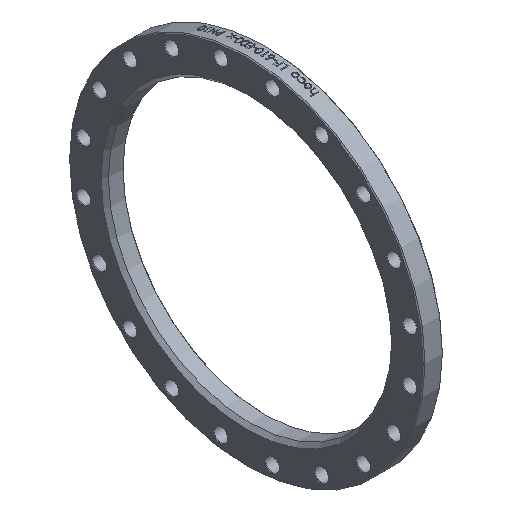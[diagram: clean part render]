
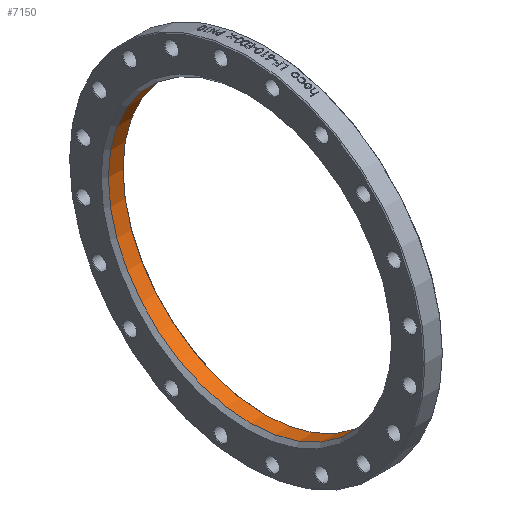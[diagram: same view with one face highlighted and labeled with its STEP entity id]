
A CAD part, isometric view. The second image highlights one B-rep face of the part: STEP entity #7150.
In plain terms, the highlighted cylindrical face has radius 311 mm (diameter 622 mm), a full revolution.
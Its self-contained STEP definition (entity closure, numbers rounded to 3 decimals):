
#46 = EDGE_CURVE ( 'NONE', #3986, #3986, #7706, .T. ) ;
#270 = CARTESIAN_POINT ( 'NONE',  ( 8., 0., 0. ) ) ;
#277 = EDGE_CURVE ( 'NONE', #647, #647, #2292, .T. ) ;
#467 = CARTESIAN_POINT ( 'NONE',  ( 0., 0., 0. ) ) ;
#647 = VERTEX_POINT ( 'NONE', #8926 ) ;
#727 = CARTESIAN_POINT ( 'NONE',  ( 40., 0., 0. ) ) ;
#913 = DIRECTION ( 'NONE',  ( -1., 0., 0. ) ) ;
#2292 = CIRCLE ( 'NONE', #8562, 311. ) ;
#2602 = DIRECTION ( 'NONE',  ( 0., 0., 1. ) ) ;
#2650 = ORIENTED_EDGE ( 'NONE', *, *, #46, .T. ) ;
#2824 = DIRECTION ( 'NONE',  ( 0., 0., 1. ) ) ;
#3505 = DIRECTION ( 'NONE',  ( 1., 0., 0. ) ) ;
#3973 = FACE_OUTER_BOUND ( 'NONE', #4594, .T. ) ;
#3986 = VERTEX_POINT ( 'NONE', #4066 ) ;
#4066 = CARTESIAN_POINT ( 'NONE',  ( 40., 0., 311. ) ) ;
#4178 = AXIS2_PLACEMENT_3D ( 'NONE', #727, #3505, #2824 ) ;
#4427 = DIRECTION ( 'NONE',  ( 0., 0., -1. ) ) ;
#4594 = EDGE_LOOP ( 'NONE', ( #5447 ) ) ;
#4613 = FACE_OUTER_BOUND ( 'NONE', #5687, .T. ) ;
#5447 = ORIENTED_EDGE ( 'NONE', *, *, #277, .T. ) ;
#5687 = EDGE_LOOP ( 'NONE', ( #2650 ) ) ;
#6862 = CYLINDRICAL_SURFACE ( 'NONE', #7772, 311. ) ;
#7150 = ADVANCED_FACE ( 'NONE', ( #3973, #4613 ), #6862, .F. ) ;
#7706 = CIRCLE ( 'NONE', #4178, 311. ) ;
#7772 = AXIS2_PLACEMENT_3D ( 'NONE', #467, #8773, #2602 ) ;
#8562 = AXIS2_PLACEMENT_3D ( 'NONE', #270, #913, #4427 ) ;
#8773 = DIRECTION ( 'NONE',  ( -1., 0., 0. ) ) ;
#8926 = CARTESIAN_POINT ( 'NONE',  ( 8., 0., -311. ) ) ;
